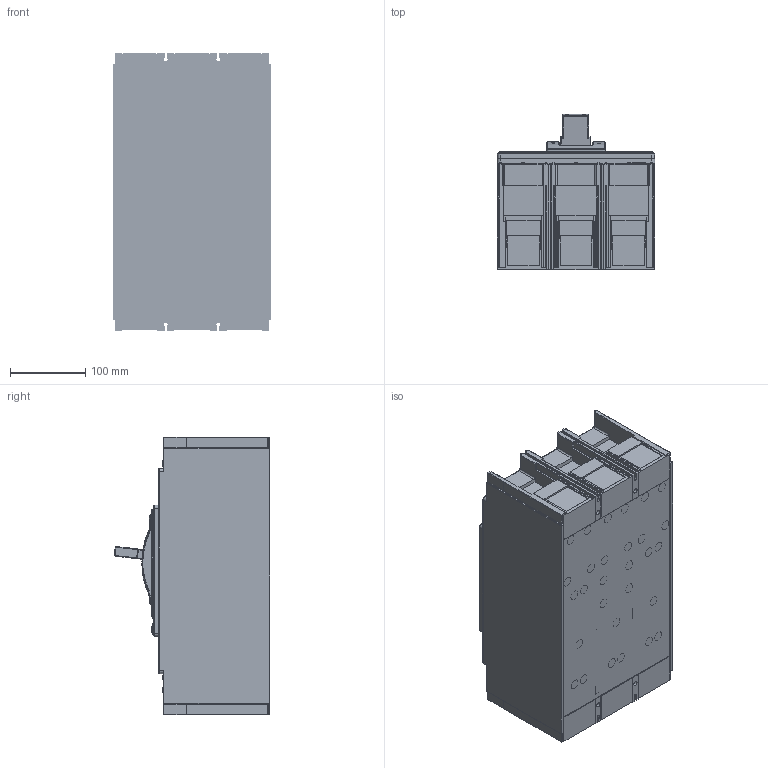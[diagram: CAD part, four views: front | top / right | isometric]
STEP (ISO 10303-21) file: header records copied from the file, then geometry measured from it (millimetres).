
FILE_DESCRIPTION((''),'2;1');
FILE_NAME('2-256-478-1600_ASM','2017-04-07T',('lijc'),(''),'PRO/ENGINEER BY PARAMETRIC TECHNOLOGY CORPORATION, 2007090','PRO/ENGINEER BY PARAMETRIC TECHNOLOGY CORPORATION, 2007090','');
FILE_SCHEMA(('CONFIG_CONTROL_DESIGN'));
Products named in the file (1): 2-256-478-1600_ASM
Bounding box: 210 x 206.65 x 370 mm (x, y, z)
Volume: 3310407.8 mm3; surface area: 1092837.7 mm2
Topology: 16 solids, 83 shells, 5268 faces, 14709 edges, 9547 vertices
Faces by surface type: plane 3215, cylinder 1448, cone 244, extrusion 184, torus 72, bspline 55, sphere 49, revolution 1
Entity records: 174729 total; most frequent: CARTESIAN_POINT 37744, ORIENTED_EDGE 29088, DIRECTION 27419, EDGE_CURVE 14662, VECTOR 10306, LINE 10122, VERTEX_POINT 9547, AXIS2_PLACEMENT_3D 8556
